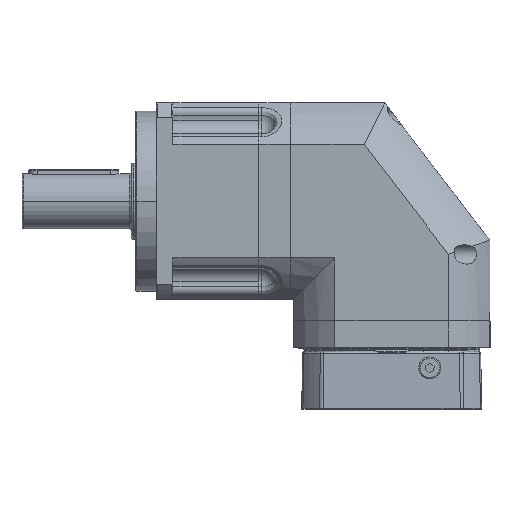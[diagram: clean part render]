
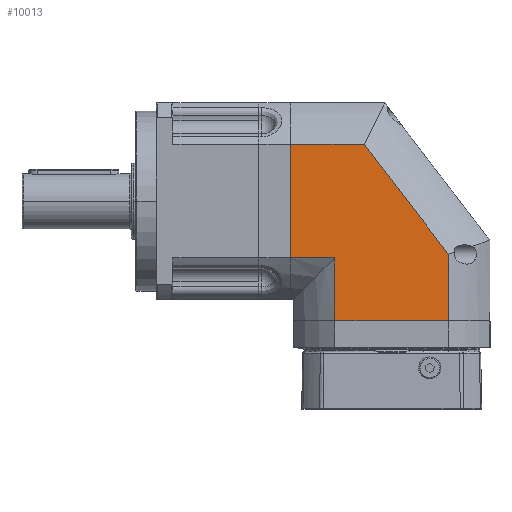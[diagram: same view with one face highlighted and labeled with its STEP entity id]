
A CAD part, top view. The second image highlights one B-rep face of the part: STEP entity #10013.
In plain terms, the highlighted face is planar.
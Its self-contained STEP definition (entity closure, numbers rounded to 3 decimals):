
#264 = ORIENTED_EDGE ( 'NONE', *, *, #25371, .F. ) ;
#755 = CARTESIAN_POINT ( 'NONE',  ( -41.024, 71., 19.795 ) ) ;
#1470 = VERTEX_POINT ( 'NONE', #27364 ) ;
#1663 = VERTEX_POINT ( 'NONE', #23277 ) ;
#2503 = LINE ( 'NONE', #5093, #24008 ) ;
#4241 = VECTOR ( 'NONE', #31044, 1000. ) ;
#4805 = LINE ( 'NONE', #31768, #4241 ) ;
#5093 = CARTESIAN_POINT ( 'NONE',  ( 41.024, 71., 41.024 ) ) ;
#5183 = VECTOR ( 'NONE', #46285, 1000. ) ;
#5303 = DIRECTION ( 'NONE',  ( -1., 0., 0. ) ) ;
#5592 = LINE ( 'NONE', #46488, #5183 ) ;
#5629 = VERTEX_POINT ( 'NONE', #28234 ) ;
#6969 = EDGE_CURVE ( 'NONE', #5629, #31255, #20029, .T. ) ;
#7400 = ORIENTED_EDGE ( 'NONE', *, *, #26472, .F. ) ;
#8041 = VECTOR ( 'NONE', #46348, 1000. ) ;
#8944 = ORIENTED_EDGE ( 'NONE', *, *, #34627, .F. ) ;
#10013 = ADVANCED_FACE ( 'NONE', ( #37424 ), #10651, .F. ) ;
#10593 = DIRECTION ( 'NONE',  ( 0., 0., -1. ) ) ;
#10602 = DIRECTION ( 'NONE',  ( 0., -1., 0. ) ) ;
#10651 = PLANE ( 'NONE',  #15404 ) ;
#10711 = CARTESIAN_POINT ( 'NONE',  ( 41.024, 71., 73. ) ) ;
#10906 = VERTEX_POINT ( 'NONE', #23925 ) ;
#11713 = LINE ( 'NONE', #22684, #12073 ) ;
#12073 = VECTOR ( 'NONE', #23099, 1000. ) ;
#15404 = AXIS2_PLACEMENT_3D ( 'NONE', #10711, #10602, #10593 ) ;
#16196 = EDGE_CURVE ( 'NONE', #22622, #32712, #34555, .T. ) ;
#18109 = ORIENTED_EDGE ( 'NONE', *, *, #16196, .F. ) ;
#18422 = LINE ( 'NONE', #20327, #18879 ) ;
#18879 = VECTOR ( 'NONE', #25774, 1000. ) ;
#20029 = LINE ( 'NONE', #46453, #38947 ) ;
#20327 = CARTESIAN_POINT ( 'NONE',  ( 0., 71., 73. ) ) ;
#22622 = VERTEX_POINT ( 'NONE', #755 ) ;
#22684 = CARTESIAN_POINT ( 'NONE',  ( 41.024, 71., -41.024 ) ) ;
#23099 = DIRECTION ( 'NONE',  ( 1., 0., 0. ) ) ;
#23277 = CARTESIAN_POINT ( 'NONE',  ( 86.5, 71., 41.024 ) ) ;
#23925 = CARTESIAN_POINT ( 'NONE',  ( 86.5, 71., -41.024 ) ) ;
#24008 = VECTOR ( 'NONE', #5303, 1000. ) ;
#25371 = EDGE_CURVE ( 'NONE', #1470, #22622, #4805, .T. ) ;
#25774 = DIRECTION ( 'NONE',  ( -1., 0., 0. ) ) ;
#26358 = ORIENTED_EDGE ( 'NONE', *, *, #6969, .F. ) ;
#26472 = EDGE_CURVE ( 'NONE', #1663, #5629, #2503, .T. ) ;
#26739 = EDGE_LOOP ( 'NONE', ( #264, #28610, #26358, #7400, #37644, #8944, #18109 ) ) ;
#27364 = CARTESIAN_POINT ( 'NONE',  ( -41.024, 71., 73. ) ) ;
#28234 = CARTESIAN_POINT ( 'NONE',  ( 41.024, 71., 41.024 ) ) ;
#28610 = ORIENTED_EDGE ( 'NONE', *, *, #34015, .F. ) ;
#31044 = DIRECTION ( 'NONE',  ( 0., 0., -1. ) ) ;
#31255 = VERTEX_POINT ( 'NONE', #31802 ) ;
#31768 = CARTESIAN_POINT ( 'NONE',  ( -41.024, 71., 73. ) ) ;
#31802 = CARTESIAN_POINT ( 'NONE',  ( 41.024, 71., 73. ) ) ;
#32712 = VERTEX_POINT ( 'NONE', #34942 ) ;
#34015 = EDGE_CURVE ( 'NONE', #31255, #1470, #18422, .T. ) ;
#34555 = LINE ( 'NONE', #46404, #8041 ) ;
#34627 = EDGE_CURVE ( 'NONE', #32712, #10906, #11713, .T. ) ;
#34942 = CARTESIAN_POINT ( 'NONE',  ( 38.344, 71., -41.024 ) ) ;
#35426 = EDGE_CURVE ( 'NONE', #10906, #1663, #5592, .T. ) ;
#37424 = FACE_OUTER_BOUND ( 'NONE', #26739, .T. ) ;
#37644 = ORIENTED_EDGE ( 'NONE', *, *, #35426, .F. ) ;
#38947 = VECTOR ( 'NONE', #44133, 1000. ) ;
#44133 = DIRECTION ( 'NONE',  ( 0., 0., 1. ) ) ;
#46285 = DIRECTION ( 'NONE',  ( 0., 0., 1. ) ) ;
#46348 = DIRECTION ( 'NONE',  ( 0.794, 0., -0.608 ) ) ;
#46404 = CARTESIAN_POINT ( 'NONE',  ( -41.024, 71., 19.795 ) ) ;
#46453 = CARTESIAN_POINT ( 'NONE',  ( 41.024, 71., 73. ) ) ;
#46488 = CARTESIAN_POINT ( 'NONE',  ( 86.5, 71., 73. ) ) ;
